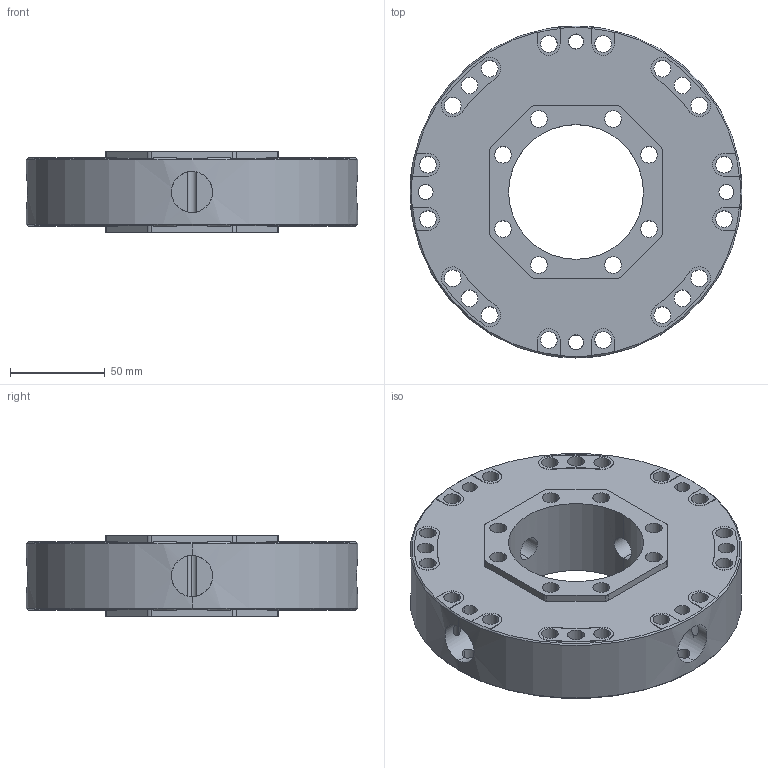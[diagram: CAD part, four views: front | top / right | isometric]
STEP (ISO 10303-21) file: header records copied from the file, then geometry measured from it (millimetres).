
FILE_DESCRIPTION (( 'STEP AP214' ), '1' );
FILE_NAME ('Sensor_SWIFT_10A.STEP', '2018-01-18T19:56:52', ( 'rgn' ), ( '' ), 'SwSTEP 2.0', 'SolidWorks 2016', '' );
FILE_SCHEMA (( 'AUTOMOTIVE_DESIGN' ));
Length unit declared in the file: inch
Products named in the file (1): Sensor_SWIFT_10A
Bounding box: 175.13 x 175.13 x 43.18 mm (x, y, z)
Volume: 639650.4 mm3; surface area: 108178.5 mm2
Topology: 1 solids, 5 shells, 305 faces, 869 edges, 576 vertices
Faces by surface type: cylinder 201, plane 100, cone 4
Entity records: 12533 total; most frequent: CARTESIAN_POINT 4237, ORIENTED_EDGE 1738, DIRECTION 1729, EDGE_CURVE 869, AXIS2_PLACEMENT_3D 686, VERTEX_POINT 576, EDGE_LOOP 405, CIRCLE 380
